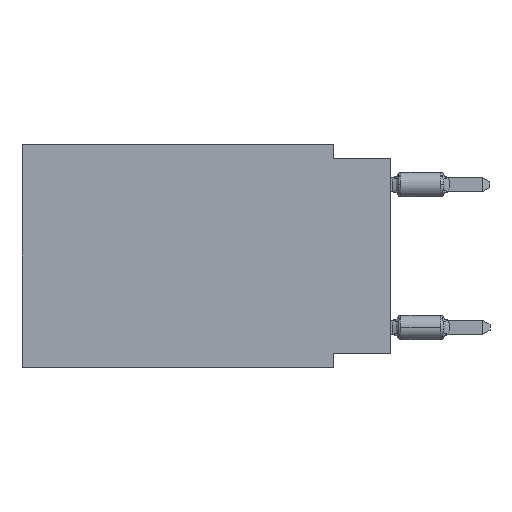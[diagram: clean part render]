
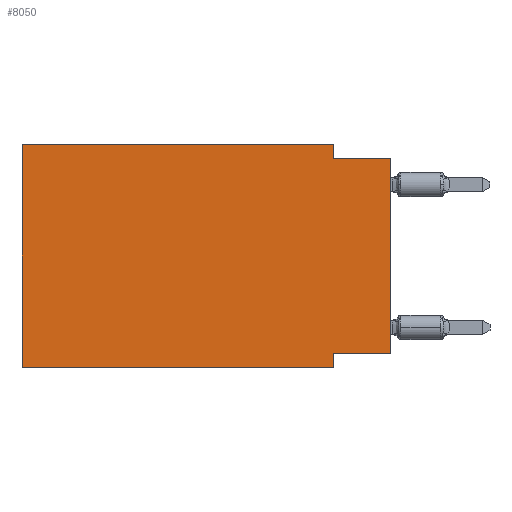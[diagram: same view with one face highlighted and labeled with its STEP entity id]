
A CAD part, left-side view. The second image highlights one B-rep face of the part: STEP entity #8050.
In plain terms, the highlighted planar face has unit normal (-1, 0, 0).
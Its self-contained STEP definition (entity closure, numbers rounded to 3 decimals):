
#45 = LINE ( 'NONE', #8217, #4313 ) ;
#169 = VERTEX_POINT ( 'NONE', #8618 ) ;
#329 = LINE ( 'NONE', #5788, #13726 ) ;
#380 = VERTEX_POINT ( 'NONE', #9912 ) ;
#440 = ORIENTED_EDGE ( 'NONE', *, *, #16017, .F. ) ;
#822 = CARTESIAN_POINT ( 'NONE',  ( 0., 16.383, 0. ) ) ;
#1208 = VERTEX_POINT ( 'NONE', #822 ) ;
#1214 = DIRECTION ( 'NONE',  ( 0., -1., 0. ) ) ;
#1308 = ORIENTED_EDGE ( 'NONE', *, *, #6570, .F. ) ;
#1898 = VECTOR ( 'NONE', #10015, 1000. ) ;
#3009 = LINE ( 'NONE', #8302, #4549 ) ;
#3100 = VERTEX_POINT ( 'NONE', #9477 ) ;
#4128 = VECTOR ( 'NONE', #6754, 1000. ) ;
#4313 = VECTOR ( 'NONE', #11079, 1000. ) ;
#4549 = VECTOR ( 'NONE', #5692, 1000. ) ;
#4894 = CARTESIAN_POINT ( 'NONE',  ( 0., 0., 0. ) ) ;
#5158 = PLANE ( 'NONE',  #15359 ) ;
#5207 = LINE ( 'NONE', #15487, #12610 ) ;
#5539 = ORIENTED_EDGE ( 'NONE', *, *, #8822, .F. ) ;
#5692 = DIRECTION ( 'NONE',  ( 0., -1., 0. ) ) ;
#5788 = CARTESIAN_POINT ( 'NONE',  ( 0., 0., -9.271 ) ) ;
#6147 = EDGE_CURVE ( 'NONE', #169, #12726, #329, .T. ) ;
#6189 = VERTEX_POINT ( 'NONE', #6863 ) ;
#6570 = EDGE_CURVE ( 'NONE', #3100, #9429, #16294, .T. ) ;
#6653 = FACE_OUTER_BOUND ( 'NONE', #14649, .T. ) ;
#6754 = DIRECTION ( 'NONE',  ( 0., 0., -1. ) ) ;
#6863 = CARTESIAN_POINT ( 'NONE',  ( 0., 16.383, -9.906 ) ) ;
#7057 = LINE ( 'NONE', #13655, #10392 ) ;
#7316 = DIRECTION ( 'NONE',  ( 0., 0., -1. ) ) ;
#7396 = CARTESIAN_POINT ( 'NONE',  ( 0., 2.54, -9.271 ) ) ;
#7846 = EDGE_CURVE ( 'NONE', #1208, #3100, #3009, .T. ) ;
#7859 = CARTESIAN_POINT ( 'NONE',  ( 0., 16.383, 0. ) ) ;
#7909 = CARTESIAN_POINT ( 'NONE',  ( 0., 0., -0.635 ) ) ;
#8035 = DIRECTION ( 'NONE',  ( 1., 0., 0. ) ) ;
#8050 = ADVANCED_FACE ( 'NONE', ( #6653 ), #5158, .F. ) ;
#8058 = CARTESIAN_POINT ( 'NONE',  ( 0., 2.54, -0.635 ) ) ;
#8217 = CARTESIAN_POINT ( 'NONE',  ( 0., 16.383, -9.906 ) ) ;
#8302 = CARTESIAN_POINT ( 'NONE',  ( 0., 16.383, 0. ) ) ;
#8398 = DIRECTION ( 'NONE',  ( 0., 1., 0. ) ) ;
#8618 = CARTESIAN_POINT ( 'NONE',  ( 0., 0., -9.271 ) ) ;
#8822 = EDGE_CURVE ( 'NONE', #9429, #13792, #9199, .T. ) ;
#8855 = ORIENTED_EDGE ( 'NONE', *, *, #6147, .F. ) ;
#8991 = ORIENTED_EDGE ( 'NONE', *, *, #14494, .F. ) ;
#9199 = LINE ( 'NONE', #7909, #12627 ) ;
#9429 = VERTEX_POINT ( 'NONE', #8058 ) ;
#9477 = CARTESIAN_POINT ( 'NONE',  ( 0., 2.54, 0. ) ) ;
#9912 = CARTESIAN_POINT ( 'NONE',  ( 0., 2.54, -9.906 ) ) ;
#10015 = DIRECTION ( 'NONE',  ( 0., 0., 1. ) ) ;
#10392 = VECTOR ( 'NONE', #12196, 1000. ) ;
#10576 = CARTESIAN_POINT ( 'NONE',  ( 0., 0., -0.635 ) ) ;
#11079 = DIRECTION ( 'NONE',  ( 0., -1., 0. ) ) ;
#11602 = DIRECTION ( 'NONE',  ( 0., 0., -1. ) ) ;
#12196 = DIRECTION ( 'NONE',  ( 0., 0., 1. ) ) ;
#12212 = EDGE_CURVE ( 'NONE', #169, #13792, #12724, .T. ) ;
#12300 = CARTESIAN_POINT ( 'NONE',  ( 0., 2.54, 0. ) ) ;
#12610 = VECTOR ( 'NONE', #7316, 1000. ) ;
#12627 = VECTOR ( 'NONE', #1214, 1000. ) ;
#12724 = LINE ( 'NONE', #4894, #1898 ) ;
#12726 = VERTEX_POINT ( 'NONE', #7396 ) ;
#13023 = ORIENTED_EDGE ( 'NONE', *, *, #12212, .T. ) ;
#13321 = ORIENTED_EDGE ( 'NONE', *, *, #16800, .T. ) ;
#13655 = CARTESIAN_POINT ( 'NONE',  ( 0., 16.383, 0. ) ) ;
#13699 = ORIENTED_EDGE ( 'NONE', *, *, #7846, .F. ) ;
#13726 = VECTOR ( 'NONE', #8398, 1000. ) ;
#13792 = VERTEX_POINT ( 'NONE', #10576 ) ;
#14494 = EDGE_CURVE ( 'NONE', #12726, #380, #5207, .T. ) ;
#14649 = EDGE_LOOP ( 'NONE', ( #13023, #5539, #1308, #13699, #440, #13321, #8991, #8855 ) ) ;
#15359 = AXIS2_PLACEMENT_3D ( 'NONE', #7859, #8035, #11602 ) ;
#15487 = CARTESIAN_POINT ( 'NONE',  ( 0., 2.54, -9.906 ) ) ;
#16017 = EDGE_CURVE ( 'NONE', #6189, #1208, #7057, .T. ) ;
#16294 = LINE ( 'NONE', #12300, #4128 ) ;
#16800 = EDGE_CURVE ( 'NONE', #6189, #380, #45, .T. ) ;
